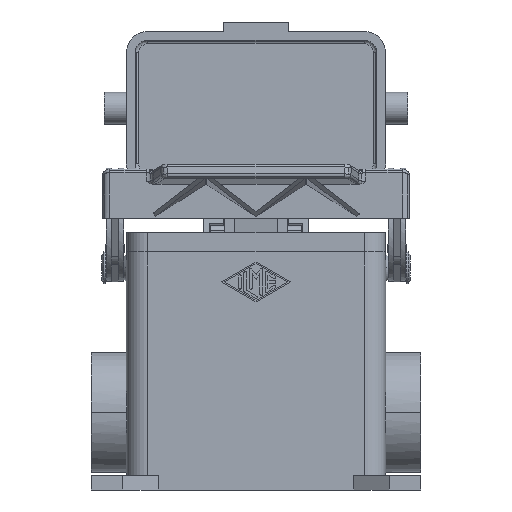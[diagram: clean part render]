
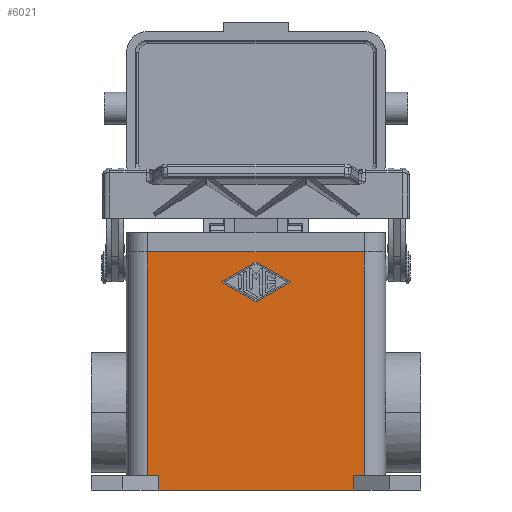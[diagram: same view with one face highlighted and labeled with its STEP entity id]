
A CAD part, front view. The second image highlights one B-rep face of the part: STEP entity #6021.
In plain terms, the highlighted planar face has unit normal (0, -1, 0).
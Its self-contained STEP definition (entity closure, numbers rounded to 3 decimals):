
#5179=CARTESIAN_POINT('',(-9.75,-21.75,15.));
#5180=VERTEX_POINT('',#5179);
#5187=CARTESIAN_POINT('',(0.,-21.75,9.375));
#5188=VERTEX_POINT('',#5187);
#5189=CARTESIAN_POINT('',(0.,-21.75,9.375));
#5190=DIRECTION('',(-0.866,0.0,0.5));
#5191=VECTOR('',#5190,11.256);
#5192=LINE('',#5189,#5191);
#5193=EDGE_CURVE('',#5188,#5180,#5192,.T.);
#5218=CARTESIAN_POINT('',(9.75,-21.75,15.));
#5219=VERTEX_POINT('',#5218);
#5220=CARTESIAN_POINT('',(9.75,-21.75,15.));
#5221=DIRECTION('',(-0.866,0.0,-0.5));
#5222=VECTOR('',#5221,11.256);
#5223=LINE('',#5220,#5222);
#5224=EDGE_CURVE('',#5219,#5188,#5223,.T.);
#5249=CARTESIAN_POINT('',(0.,-21.75,20.625));
#5250=VERTEX_POINT('',#5249);
#5251=CARTESIAN_POINT('',(0.,-21.75,20.625));
#5252=DIRECTION('',(0.866,0.0,-0.5));
#5253=VECTOR('',#5252,11.256);
#5254=LINE('',#5251,#5253);
#5255=EDGE_CURVE('',#5250,#5219,#5254,.T.);
#5278=CARTESIAN_POINT('',(-9.75,-21.75,15.));
#5279=DIRECTION('',(0.866,0.0,0.5));
#5280=VECTOR('',#5279,11.256);
#5281=LINE('',#5278,#5280);
#5282=EDGE_CURVE('',#5180,#5250,#5281,.T.);
#5944=CARTESIAN_POINT('',(27.75,-21.75,-44.0));
#5945=DIRECTION('',(0.0,-1.0,0.0));
#5946=DIRECTION('',(0.0,0.0,-1.0));
#5947=AXIS2_PLACEMENT_3D('',#5944,#5945,#5946);
#5948=PLANE('',#5947);
#5949=CARTESIAN_POINT('',(-27.75,-21.75,-44.0));
#5950=VERTEX_POINT('',#5949);
#5951=CARTESIAN_POINT('',(-27.75,-21.75,-40.0));
#5952=VERTEX_POINT('',#5951);
#5953=CARTESIAN_POINT('',(-27.75,-21.75,-44.0));
#5954=DIRECTION('',(0.0,0.0,1.0));
#5955=VECTOR('',#5954,4.0);
#5956=LINE('',#5953,#5955);
#5957=EDGE_CURVE('',#5950,#5952,#5956,.T.);
#5958=ORIENTED_EDGE('',*,*,#5957,.F.);
#5959=CARTESIAN_POINT('',(27.75,-21.75,-44.0));
#5960=VERTEX_POINT('',#5959);
#5961=CARTESIAN_POINT('',(27.75,-21.75,-44.0));
#5962=DIRECTION('',(-1.0,0.0,0.0));
#5963=VECTOR('',#5962,55.5);
#5964=LINE('',#5961,#5963);
#5965=EDGE_CURVE('',#5960,#5950,#5964,.T.);
#5966=ORIENTED_EDGE('',*,*,#5965,.F.);
#5967=CARTESIAN_POINT('',(27.75,-21.75,-40.0));
#5968=VERTEX_POINT('',#5967);
#5969=CARTESIAN_POINT('',(27.75,-21.75,-44.0));
#5970=DIRECTION('',(0.0,0.0,1.0));
#5971=VECTOR('',#5970,4.0);
#5972=LINE('',#5969,#5971);
#5973=EDGE_CURVE('',#5960,#5968,#5972,.T.);
#5974=ORIENTED_EDGE('',*,*,#5973,.T.);
#5975=CARTESIAN_POINT('',(30.75,-21.75,-40.0));
#5976=VERTEX_POINT('',#5975);
#5977=CARTESIAN_POINT('',(30.75,-21.75,-40.0));
#5978=DIRECTION('',(-1.0,0.0,0.0));
#5979=VECTOR('',#5978,3.);
#5980=LINE('',#5977,#5979);
#5981=EDGE_CURVE('',#5976,#5968,#5980,.T.);
#5982=ORIENTED_EDGE('',*,*,#5981,.F.);
#5983=CARTESIAN_POINT('',(30.75,-21.75,23.5));
#5984=VERTEX_POINT('',#5983);
#5985=CARTESIAN_POINT('',(30.75,-21.75,-40.0));
#5986=DIRECTION('',(0.0,0.0,1.0));
#5987=VECTOR('',#5986,63.5);
#5988=LINE('',#5985,#5987);
#5989=EDGE_CURVE('',#5976,#5984,#5988,.T.);
#5990=ORIENTED_EDGE('',*,*,#5989,.T.);
#5991=CARTESIAN_POINT('',(-30.75,-21.75,23.5));
#5992=VERTEX_POINT('',#5991);
#5993=CARTESIAN_POINT('',(30.75,-21.75,23.5));
#5994=DIRECTION('',(-1.0,0.0,0.0));
#5995=VECTOR('',#5994,61.5);
#5996=LINE('',#5993,#5995);
#5997=EDGE_CURVE('',#5984,#5992,#5996,.T.);
#5998=ORIENTED_EDGE('',*,*,#5997,.T.);
#5999=CARTESIAN_POINT('',(-30.75,-21.75,-40.0));
#6000=VERTEX_POINT('',#5999);
#6001=CARTESIAN_POINT('',(-30.75,-21.75,-40.0));
#6002=DIRECTION('',(0.0,0.0,1.0));
#6003=VECTOR('',#6002,63.5);
#6004=LINE('',#6001,#6003);
#6005=EDGE_CURVE('',#6000,#5992,#6004,.T.);
#6006=ORIENTED_EDGE('',*,*,#6005,.F.);
#6007=CARTESIAN_POINT('',(-27.75,-21.75,-40.0));
#6008=DIRECTION('',(-1.0,0.0,0.0));
#6009=VECTOR('',#6008,3.);
#6010=LINE('',#6007,#6009);
#6011=EDGE_CURVE('',#5952,#6000,#6010,.T.);
#6012=ORIENTED_EDGE('',*,*,#6011,.F.);
#6013=EDGE_LOOP('',(#5958,#5966,#5974,#5982,#5990,#5998,#6006,#6012));
#6014=FACE_OUTER_BOUND('',#6013,.T.);
#6015=ORIENTED_EDGE('',*,*,#5193,.T.);
#6016=ORIENTED_EDGE('',*,*,#5282,.T.);
#6017=ORIENTED_EDGE('',*,*,#5255,.T.);
#6018=ORIENTED_EDGE('',*,*,#5224,.T.);
#6019=EDGE_LOOP('',(#6015,#6016,#6017,#6018));
#6020=FACE_BOUND('',#6019,.T.);
#6021=ADVANCED_FACE('',(#6014,#6020),#5948,.T.);
